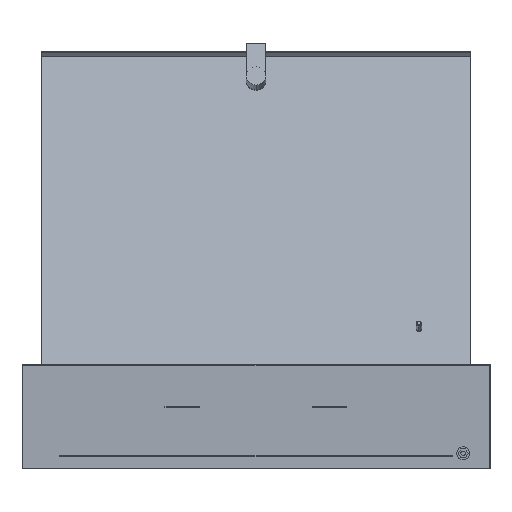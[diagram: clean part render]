
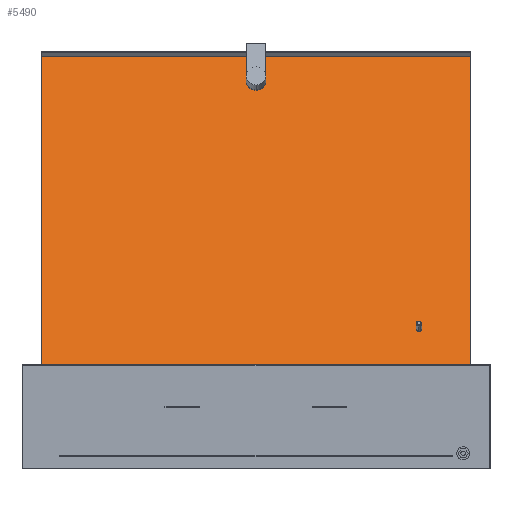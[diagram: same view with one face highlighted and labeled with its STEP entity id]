
A CAD part, left-side view. The second image highlights one B-rep face of the part: STEP entity #5490.
In plain terms, the highlighted face is planar.
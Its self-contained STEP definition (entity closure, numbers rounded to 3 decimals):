
#76 = DIRECTION ( 'NONE',  ( 0., 0., -1. ) ) ;
#146 = CARTESIAN_POINT ( 'NONE',  ( 0., 0., -1. ) ) ;
#308 = DIRECTION ( 'NONE',  ( 0., 0., 1. ) ) ;
#474 = DIRECTION ( 'NONE',  ( 1., 0., 0. ) ) ;
#526 = FACE_BOUND ( 'NONE', #8339, .T. ) ;
#659 = ORIENTED_EDGE ( 'NONE', *, *, #4128, .F. ) ;
#891 = CARTESIAN_POINT ( 'NONE',  ( 0., 247., -1. ) ) ;
#952 = CARTESIAN_POINT ( 'NONE',  ( 0., -247., -1. ) ) ;
#1024 = VERTEX_POINT ( 'NONE', #4373 ) ;
#1096 = DIRECTION ( 'NONE',  ( 1., 0., 0. ) ) ;
#1254 = AXIS2_PLACEMENT_3D ( 'NONE', #2618, #76, #1815 ) ;
#1527 = LINE ( 'NONE', #3128, #9439 ) ;
#1532 = DIRECTION ( 'NONE',  ( -1., 0., 0. ) ) ;
#1704 = AXIS2_PLACEMENT_3D ( 'NONE', #8193, #9124, #1096 ) ;
#1815 = DIRECTION ( 'NONE',  ( 1., 0., 0. ) ) ;
#2094 = ORIENTED_EDGE ( 'NONE', *, *, #7686, .F. ) ;
#2499 = DIRECTION ( 'NONE',  ( 0., 0., 1. ) ) ;
#2511 = CARTESIAN_POINT ( 'NONE',  ( -178.5, 0., -1. ) ) ;
#2557 = CARTESIAN_POINT ( 'NONE',  ( -197., -247., -1. ) ) ;
#2618 = CARTESIAN_POINT ( 'NONE',  ( 138., -188., -1. ) ) ;
#2783 = VECTOR ( 'NONE', #1532, 1000. ) ;
#2943 = ORIENTED_EDGE ( 'NONE', *, *, #4422, .F. ) ;
#3031 = DIRECTION ( 'NONE',  ( 1., 0., 0. ) ) ;
#3054 = CIRCLE ( 'NONE', #1704, 11.5 ) ;
#3062 = VERTEX_POINT ( 'NONE', #4267 ) ;
#3087 = DIRECTION ( 'NONE',  ( 0., 0., -1. ) ) ;
#3128 = CARTESIAN_POINT ( 'NONE',  ( -197., 0., -1. ) ) ;
#3188 = CARTESIAN_POINT ( 'NONE',  ( 197., -247., -1. ) ) ;
#3293 = VECTOR ( 'NONE', #3031, 1000. ) ;
#3312 = VERTEX_POINT ( 'NONE', #3188 ) ;
#3362 = CARTESIAN_POINT ( 'NONE',  ( 135., -188., -1. ) ) ;
#3434 = CARTESIAN_POINT ( 'NONE',  ( -167., 0., -1. ) ) ;
#3924 = LINE ( 'NONE', #7705, #9715 ) ;
#3941 = EDGE_CURVE ( 'NONE', #4862, #9723, #1527, .T. ) ;
#4128 = EDGE_CURVE ( 'NONE', #7833, #4862, #8304, .T. ) ;
#4222 = ORIENTED_EDGE ( 'NONE', *, *, #6266, .F. ) ;
#4267 = CARTESIAN_POINT ( 'NONE',  ( -155.5, 0., -1. ) ) ;
#4373 = CARTESIAN_POINT ( 'NONE',  ( 141., -188., -1. ) ) ;
#4385 = ORIENTED_EDGE ( 'NONE', *, *, #6961, .T. ) ;
#4422 = EDGE_CURVE ( 'NONE', #8326, #1024, #6211, .T. ) ;
#4641 = EDGE_CURVE ( 'NONE', #3062, #7080, #5538, .T. ) ;
#4862 = VERTEX_POINT ( 'NONE', #5948 ) ;
#5122 = CIRCLE ( 'NONE', #7368, 3. ) ;
#5124 = CARTESIAN_POINT ( 'NONE',  ( 138., -188., -1. ) ) ;
#5176 = ORIENTED_EDGE ( 'NONE', *, *, #6605, .F. ) ;
#5200 = PLANE ( 'NONE',  #8758 ) ;
#5490 = ADVANCED_FACE ( 'NONE', ( #9484, #7635, #526 ), #5200, .F. ) ;
#5538 = CIRCLE ( 'NONE', #9619, 11.5 ) ;
#5606 = ORIENTED_EDGE ( 'NONE', *, *, #3941, .F. ) ;
#5948 = CARTESIAN_POINT ( 'NONE',  ( -197., 247., -1. ) ) ;
#6207 = EDGE_LOOP ( 'NONE', ( #5606, #659, #4222, #5176 ) ) ;
#6211 = CIRCLE ( 'NONE', #1254, 3. ) ;
#6266 = EDGE_CURVE ( 'NONE', #3312, #7833, #3924, .T. ) ;
#6448 = DIRECTION ( 'NONE',  ( 0., 1., 0. ) ) ;
#6553 = CARTESIAN_POINT ( 'NONE',  ( 197., 247., -1. ) ) ;
#6605 = EDGE_CURVE ( 'NONE', #9723, #3312, #6787, .T. ) ;
#6694 = DIRECTION ( 'NONE',  ( 1., 0., 0. ) ) ;
#6787 = LINE ( 'NONE', #952, #3293 ) ;
#6961 = EDGE_CURVE ( 'NONE', #7080, #3062, #3054, .T. ) ;
#6967 = EDGE_LOOP ( 'NONE', ( #8739, #4385 ) ) ;
#7080 = VERTEX_POINT ( 'NONE', #2511 ) ;
#7368 = AXIS2_PLACEMENT_3D ( 'NONE', #5124, #3087, #6694 ) ;
#7635 = FACE_OUTER_BOUND ( 'NONE', #6207, .T. ) ;
#7686 = EDGE_CURVE ( 'NONE', #1024, #8326, #5122, .T. ) ;
#7705 = CARTESIAN_POINT ( 'NONE',  ( 197., 0., -1. ) ) ;
#7833 = VERTEX_POINT ( 'NONE', #6553 ) ;
#8193 = CARTESIAN_POINT ( 'NONE',  ( -167., 0., -1. ) ) ;
#8304 = LINE ( 'NONE', #891, #2783 ) ;
#8326 = VERTEX_POINT ( 'NONE', #3362 ) ;
#8339 = EDGE_LOOP ( 'NONE', ( #2094, #2943 ) ) ;
#8739 = ORIENTED_EDGE ( 'NONE', *, *, #4641, .T. ) ;
#8758 = AXIS2_PLACEMENT_3D ( 'NONE', #146, #308, #474 ) ;
#9124 = DIRECTION ( 'NONE',  ( 0., 0., 1. ) ) ;
#9233 = DIRECTION ( 'NONE',  ( 0., -1., 0. ) ) ;
#9439 = VECTOR ( 'NONE', #9233, 1000. ) ;
#9484 = FACE_BOUND ( 'NONE', #6967, .T. ) ;
#9533 = DIRECTION ( 'NONE',  ( 1., 0., 0. ) ) ;
#9619 = AXIS2_PLACEMENT_3D ( 'NONE', #3434, #2499, #9533 ) ;
#9715 = VECTOR ( 'NONE', #6448, 1000. ) ;
#9723 = VERTEX_POINT ( 'NONE', #2557 ) ;
